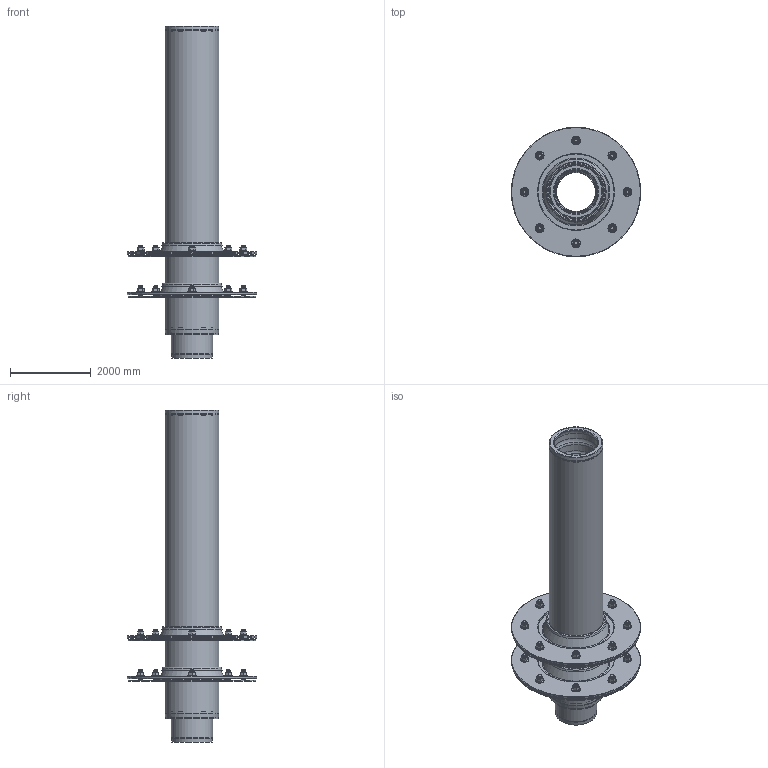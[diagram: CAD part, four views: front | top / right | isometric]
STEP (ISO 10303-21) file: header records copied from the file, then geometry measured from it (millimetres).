
FILE_DESCRIPTION(/* description */ (''),/* implementation_level */ '2;1');
FILE_NAME(/* name */ '21821.100X_3D.stp',/* time_stamp */ '2024-12-12T08:45:42+01:00',/* author */ ('CAD'),/* organization */ (''),/* preprocessor_version */ 'ST-DEVELOPER v20',/* originating_system */ 'AutoCAD Mechanical',/* authorisation */ '');
FILE_SCHEMA (('AUTOMOTIVE_DESIGN { 1 0 10303 214 3 1 1 }'));
Length unit declared in the file: centimetre
Products named in the file (2): Product; *S0
Assembly tree (1 placements, depth 2):
  Product
    *S0
Bounding box: 3200 x 3200 x 8200 mm (x, y, z)
Volume: 5948018051.4 mm3; surface area: 237463344.6 mm2
Topology: 43 solids, 43 shells, 906 faces, 1912 edges, 1097 vertices
Faces by surface type: cone 598, plane 186, cylinder 67, torus 55
Full cylindrical faces by diameter (mm): 83.76 x16, 140 x16, 980 x1, 1020 x3, 1060 x1, 1090 x2, 1100 x2, 1140 x1, 1180 x3, 1210 x2, 1300 x4, 1310 x1, 1330 x3, 1380 x2, 1446 x2, 1450 x2, 1880 x2, 3150 x2, 3200 x2
Entity records: 25039 total; most frequent: CARTESIAN_POINT 5406, DIRECTION 4368, ORIENTED_EDGE 3822, EDGE_CURVE 1911, AXIS2_PLACEMENT_3D 1851, VERTEX_POINT 1095, EDGE_LOOP 996, CIRCLE 942
